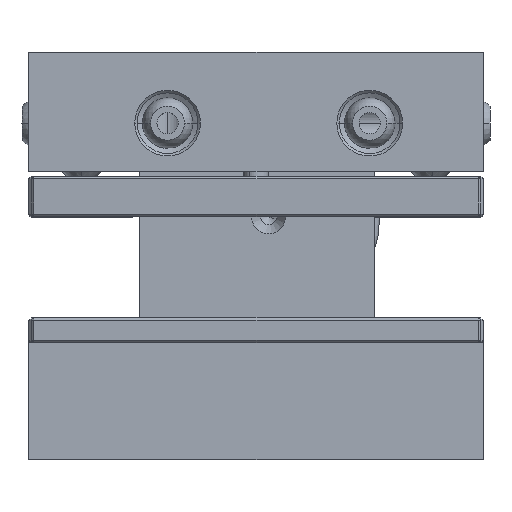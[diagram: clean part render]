
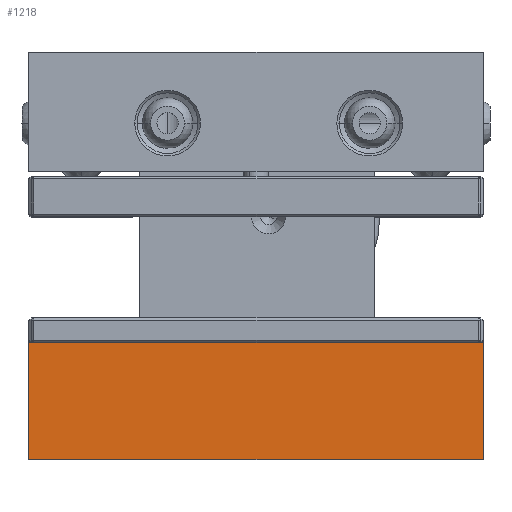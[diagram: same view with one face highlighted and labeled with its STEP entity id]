
A CAD part, top view. The second image highlights one B-rep face of the part: STEP entity #1218.
In plain terms, the highlighted planar face has unit normal (0, 0, 1).
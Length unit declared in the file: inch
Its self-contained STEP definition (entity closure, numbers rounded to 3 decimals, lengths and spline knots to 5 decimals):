
#1218 = ADVANCED_FACE ( 'NONE', ( #16882 ), #12205, .T. ) ;
#1328 = ORIENTED_EDGE ( 'NONE', *, *, #18221, .T. ) ;
#1743 = CARTESIAN_POINT ( 'NONE',  ( 0.91229, 2.23743, 2.35962 ) ) ;
#1853 = DIRECTION ( 'NONE',  ( -1., 0., 0. ) ) ;
#3280 = LINE ( 'NONE', #7952, #25694 ) ;
#4796 = AXIS2_PLACEMENT_3D ( 'NONE', #16556, #20880, #7933 ) ;
#4885 = VECTOR ( 'NONE', #1853, 39.37008 ) ;
#5748 = VERTEX_POINT ( 'NONE', #25223 ) ;
#7845 = VERTEX_POINT ( 'NONE', #14066 ) ;
#7933 = DIRECTION ( 'NONE',  ( 1., 0., 0. ) ) ;
#7952 = CARTESIAN_POINT ( 'NONE',  ( -2.63102, -0.93186, 2.35962 ) ) ;
#9044 = ORIENTED_EDGE ( 'NONE', *, *, #27163, .T. ) ;
#10610 = EDGE_CURVE ( 'NONE', #22173, #7845, #3280, .T. ) ;
#10689 = LINE ( 'NONE', #21251, #4885 ) ;
#11242 = EDGE_LOOP ( 'NONE', ( #26242, #9044, #24143, #1328 ) ) ;
#11530 = VERTEX_POINT ( 'NONE', #13606 ) ;
#12173 = VECTOR ( 'NONE', #26928, 39.37008 ) ;
#12177 = CARTESIAN_POINT ( 'NONE',  ( -2.63102, -0.93186, 2.35962 ) ) ;
#12205 = PLANE ( 'NONE',  #4796 ) ;
#12325 = DIRECTION ( 'NONE',  ( 1., 0., 0. ) ) ;
#13423 = LINE ( 'NONE', #1743, #22860 ) ;
#13606 = CARTESIAN_POINT ( 'NONE',  ( -2.63102, -0.02635, 2.35962 ) ) ;
#14066 = CARTESIAN_POINT ( 'NONE',  ( 0.91229, -0.93186, 2.35962 ) ) ;
#16556 = CARTESIAN_POINT ( 'NONE',  ( -2.63102, -0.93186, 2.35962 ) ) ;
#16882 = FACE_OUTER_BOUND ( 'NONE', #11242, .T. ) ;
#17009 = DIRECTION ( 'NONE',  ( 0., 1., 0. ) ) ;
#18221 = EDGE_CURVE ( 'NONE', #7845, #5748, #13423, .T. ) ;
#18254 = CARTESIAN_POINT ( 'NONE',  ( -2.63102, 2.23743, 2.35962 ) ) ;
#18860 = EDGE_CURVE ( 'NONE', #5748, #11530, #10689, .T. ) ;
#20880 = DIRECTION ( 'NONE',  ( 0., 0., 1. ) ) ;
#21251 = CARTESIAN_POINT ( 'NONE',  ( 0.91229, -0.02635, 2.35962 ) ) ;
#22173 = VERTEX_POINT ( 'NONE', #12177 ) ;
#22860 = VECTOR ( 'NONE', #17009, 39.37008 ) ;
#23673 = LINE ( 'NONE', #18254, #12173 ) ;
#24143 = ORIENTED_EDGE ( 'NONE', *, *, #10610, .T. ) ;
#25223 = CARTESIAN_POINT ( 'NONE',  ( 0.91229, -0.02635, 2.35962 ) ) ;
#25694 = VECTOR ( 'NONE', #12325, 39.37008 ) ;
#26242 = ORIENTED_EDGE ( 'NONE', *, *, #18860, .T. ) ;
#26928 = DIRECTION ( 'NONE',  ( 0., -1., 0. ) ) ;
#27163 = EDGE_CURVE ( 'NONE', #11530, #22173, #23673, .T. ) ;
